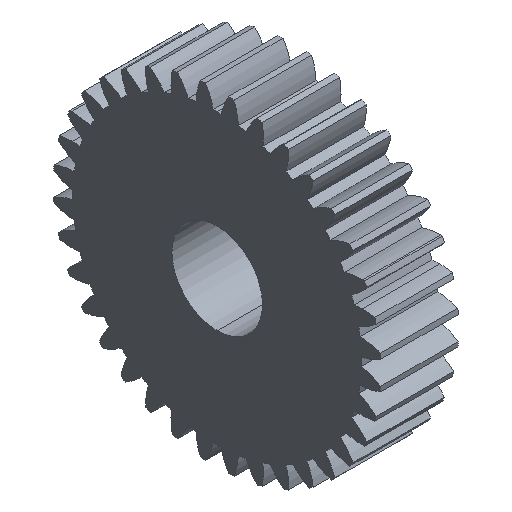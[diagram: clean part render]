
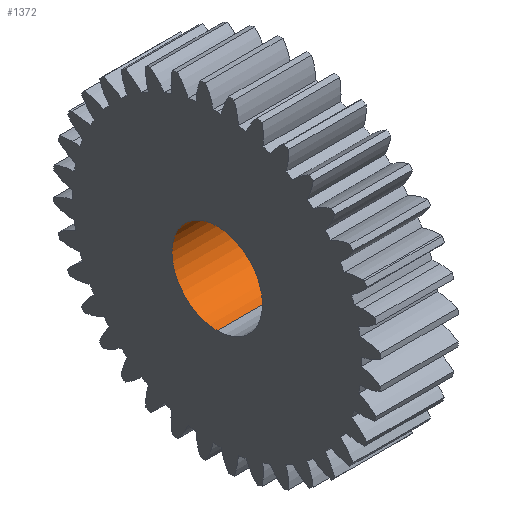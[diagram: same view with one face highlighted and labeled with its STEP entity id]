
A CAD part, isometric view. The second image highlights one B-rep face of the part: STEP entity #1372.
In plain terms, the highlighted cylindrical face has radius 5.556 mm (diameter 11.112 mm), a partial arc.
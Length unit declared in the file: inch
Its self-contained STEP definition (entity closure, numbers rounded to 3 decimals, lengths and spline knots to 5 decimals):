
#41 = EDGE_CURVE ( 'NONE', #5346, #3544, #1326, .T. ) ;
#52 = EDGE_LOOP ( 'NONE', ( #403, #4997, #2206, #2582 ) ) ;
#88 = AXIS2_PLACEMENT_3D ( 'NONE', #1552, #4448, #4786 ) ;
#161 = EDGE_CURVE ( 'NONE', #5346, #2161, #3588, .T. ) ;
#283 = AXIS2_PLACEMENT_3D ( 'NONE', #1444, #4364, #4340 ) ;
#321 = CARTESIAN_POINT ( 'NONE',  ( 2., 0., 0. ) ) ;
#403 = ORIENTED_EDGE ( 'NONE', *, *, #161, .F. ) ;
#606 = CARTESIAN_POINT ( 'NONE',  ( 0.375, 0., -0.21875 ) ) ;
#632 = VECTOR ( 'NONE', #2375, 39.37008 ) ;
#972 = CARTESIAN_POINT ( 'NONE',  ( 0.375, 0., 0.21875 ) ) ;
#1219 = CARTESIAN_POINT ( 'NONE',  ( 2., 0., 0.21875 ) ) ;
#1307 = LINE ( 'NONE', #1219, #4476 ) ;
#1326 = CIRCLE ( 'NONE', #283, 0.21875 ) ;
#1372 = ADVANCED_FACE ( 'NONE', ( #2383 ), #4017, .F. ) ;
#1444 = CARTESIAN_POINT ( 'NONE',  ( 0.375, 0., 0. ) ) ;
#1552 = CARTESIAN_POINT ( 'NONE',  ( 0., 0., 0. ) ) ;
#1615 = CARTESIAN_POINT ( 'NONE',  ( 2., 0., -0.21875 ) ) ;
#1691 = EDGE_CURVE ( 'NONE', #2329, #2161, #1833, .T. ) ;
#1833 = CIRCLE ( 'NONE', #88, 0.21875 ) ;
#1876 = CARTESIAN_POINT ( 'NONE',  ( 0., 0., -0.21875 ) ) ;
#1923 = EDGE_CURVE ( 'NONE', #3544, #2329, #1307, .T. ) ;
#1974 = DIRECTION ( 'NONE',  ( -1., 0., 0. ) ) ;
#2161 = VERTEX_POINT ( 'NONE', #1876 ) ;
#2206 = ORIENTED_EDGE ( 'NONE', *, *, #1923, .T. ) ;
#2329 = VERTEX_POINT ( 'NONE', #3049 ) ;
#2375 = DIRECTION ( 'NONE',  ( -1., 0., 0. ) ) ;
#2383 = FACE_OUTER_BOUND ( 'NONE', #52, .T. ) ;
#2484 = DIRECTION ( 'NONE',  ( -1., 0., 0. ) ) ;
#2582 = ORIENTED_EDGE ( 'NONE', *, *, #1691, .T. ) ;
#2717 = AXIS2_PLACEMENT_3D ( 'NONE', #321, #1974, #5267 ) ;
#3049 = CARTESIAN_POINT ( 'NONE',  ( 0., 0., 0.21875 ) ) ;
#3544 = VERTEX_POINT ( 'NONE', #972 ) ;
#3588 = LINE ( 'NONE', #1615, #632 ) ;
#4017 = CYLINDRICAL_SURFACE ( 'NONE', #2717, 0.21875 ) ;
#4340 = DIRECTION ( 'NONE',  ( 0., 0., 1. ) ) ;
#4364 = DIRECTION ( 'NONE',  ( 1., 0., 0. ) ) ;
#4448 = DIRECTION ( 'NONE',  ( -1., 0., 0. ) ) ;
#4476 = VECTOR ( 'NONE', #2484, 39.37008 ) ;
#4786 = DIRECTION ( 'NONE',  ( 0., 0., -1. ) ) ;
#4997 = ORIENTED_EDGE ( 'NONE', *, *, #41, .T. ) ;
#5267 = DIRECTION ( 'NONE',  ( 0., 0., 1. ) ) ;
#5346 = VERTEX_POINT ( 'NONE', #606 ) ;
